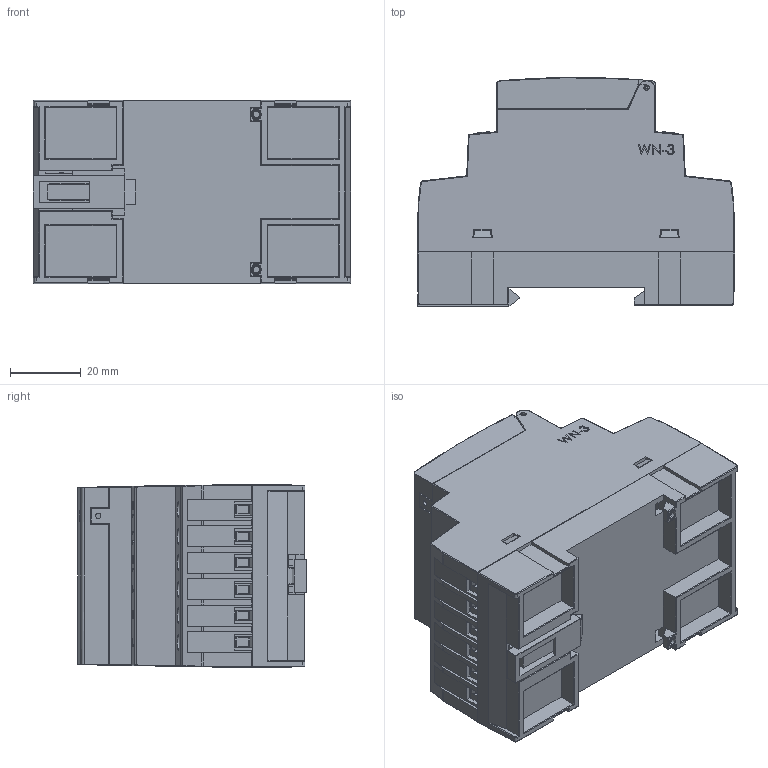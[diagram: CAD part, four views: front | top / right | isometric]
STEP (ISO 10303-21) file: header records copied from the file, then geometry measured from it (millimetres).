
FILE_DESCRIPTION(('STEP AP242'), '1');
FILE_NAME('WN-3 ñáîðêà', '', ('UNSPECIFIED'), ('UNSPECIFIED'), 'C3D Converter', 'C3D Toolkit', '');
FILE_SCHEMA(('AP242_MANAGED_MODEL_BASED_3D_ENGINEERING_MIM_LF { 1 0 10303 442 1 1 4 }'));
Length unit declared in the file: millimetre
Assembly tree (18 placements, depth 3):
  (unnamed)
    (unnamed)
      (unnamed)
    (unnamed)
    (unnamed)
      (unnamed)
    (unnamed)  x3
    (unnamed)
    (unnamed)
    (unnamed)  x6
      (unnamed)
Bounding box: 90 x 64.87 x 52 mm (x, y, z)
Volume: 62810.4 mm3; surface area: 69538.4 mm2
Topology: 41 solids, 41 shells, 2244 faces, 5693 edges, 3641 vertices
Faces by surface type: plane 1299, extrusion 330, cylinder 328, bspline 191, cone 59, torus 37
Full cylindrical faces by diameter (mm): 1 x12, 1.3 x2, 1.5 x3, 2 x12, 3.5 x12, 3.8 x3, 4.5 x12
Entity records: 128603 total; most frequent: CARTESIAN_POINT 84623, ORIENTED_EDGE 9110, DIRECTION 6658, EDGE_CURVE 4555, VECTOR 3308, LINE 2978, VERTEX_POINT 2927, EDGE_LOOP 1945
